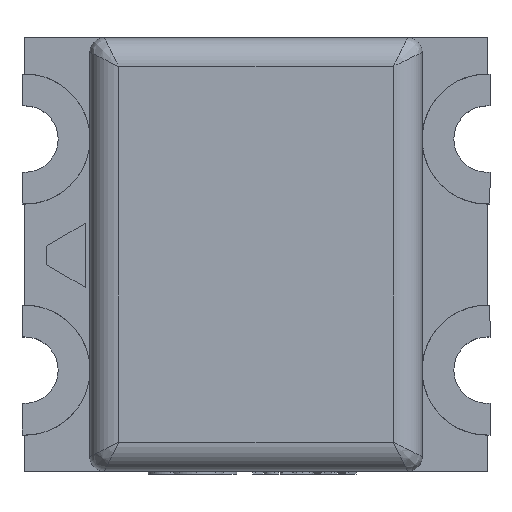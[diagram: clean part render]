
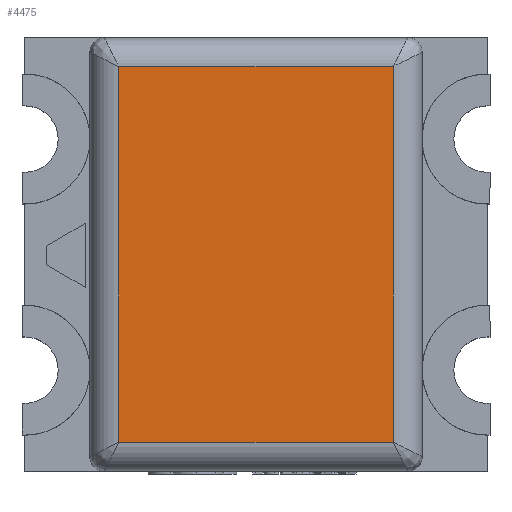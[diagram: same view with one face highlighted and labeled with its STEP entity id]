
A CAD part, top view. The second image highlights one B-rep face of the part: STEP entity #4475.
In plain terms, the highlighted planar face has unit normal (0, 0, 1).
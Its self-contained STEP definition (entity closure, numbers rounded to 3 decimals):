
#412 = EDGE_CURVE ( 'NONE', #12729, #15982, #4366, .T. ) ;
#623 = CARTESIAN_POINT ( 'NONE',  ( -0.475, 0.65, 0.6 ) ) ;
#894 = ORIENTED_EDGE ( 'NONE', *, *, #2278, .T. ) ;
#2278 = EDGE_CURVE ( 'NONE', #15982, #11446, #13280, .T. ) ;
#2997 = DIRECTION ( 'NONE',  ( -1., 0., 0. ) ) ;
#3760 = CARTESIAN_POINT ( 'NONE',  ( 0., 0., 0.6 ) ) ;
#4249 = DIRECTION ( 'NONE',  ( 0., -1., 0. ) ) ;
#4366 = LINE ( 'NONE', #6751, #14057 ) ;
#4475 = ADVANCED_FACE ( 'NONE', ( #4699 ), #10228, .T. ) ;
#4529 = CARTESIAN_POINT ( 'NONE',  ( -0.475, -0.65, 0.6 ) ) ;
#4699 = FACE_OUTER_BOUND ( 'NONE', #10285, .T. ) ;
#4983 = CARTESIAN_POINT ( 'NONE',  ( 0.475, 0.7, 0.6 ) ) ;
#5416 = CARTESIAN_POINT ( 'NONE',  ( 0.475, -0.65, 0.6 ) ) ;
#5508 = EDGE_CURVE ( 'NONE', #14756, #12729, #7569, .T. ) ;
#5628 = DIRECTION ( 'NONE',  ( 1., 0., 0. ) ) ;
#6115 = ORIENTED_EDGE ( 'NONE', *, *, #5508, .T. ) ;
#6751 = CARTESIAN_POINT ( 'NONE',  ( -0.525, 0.65, 0.6 ) ) ;
#7507 = AXIS2_PLACEMENT_3D ( 'NONE', #3760, #14244, #15502 ) ;
#7569 = LINE ( 'NONE', #4983, #12104 ) ;
#7584 = ORIENTED_EDGE ( 'NONE', *, *, #16302, .T. ) ;
#9413 = VECTOR ( 'NONE', #5628, 1000. ) ;
#10228 = PLANE ( 'NONE',  #7507 ) ;
#10285 = EDGE_LOOP ( 'NONE', ( #894, #7584, #6115, #15967 ) ) ;
#11446 = VERTEX_POINT ( 'NONE', #4529 ) ;
#12104 = VECTOR ( 'NONE', #16586, 1000. ) ;
#12729 = VERTEX_POINT ( 'NONE', #14894 ) ;
#13280 = LINE ( 'NONE', #16009, #16339 ) ;
#13471 = CARTESIAN_POINT ( 'NONE',  ( 0.525, -0.65, 0.6 ) ) ;
#14057 = VECTOR ( 'NONE', #2997, 1000. ) ;
#14244 = DIRECTION ( 'NONE',  ( 0., 0., 1. ) ) ;
#14756 = VERTEX_POINT ( 'NONE', #5416 ) ;
#14894 = CARTESIAN_POINT ( 'NONE',  ( 0.475, 0.65, 0.6 ) ) ;
#15502 = DIRECTION ( 'NONE',  ( 1., 0., 0. ) ) ;
#15967 = ORIENTED_EDGE ( 'NONE', *, *, #412, .T. ) ;
#15982 = VERTEX_POINT ( 'NONE', #623 ) ;
#16009 = CARTESIAN_POINT ( 'NONE',  ( -0.475, -0.7, 0.6 ) ) ;
#16294 = LINE ( 'NONE', #13471, #9413 ) ;
#16302 = EDGE_CURVE ( 'NONE', #11446, #14756, #16294, .T. ) ;
#16339 = VECTOR ( 'NONE', #4249, 1000. ) ;
#16586 = DIRECTION ( 'NONE',  ( 0., 1., 0. ) ) ;
